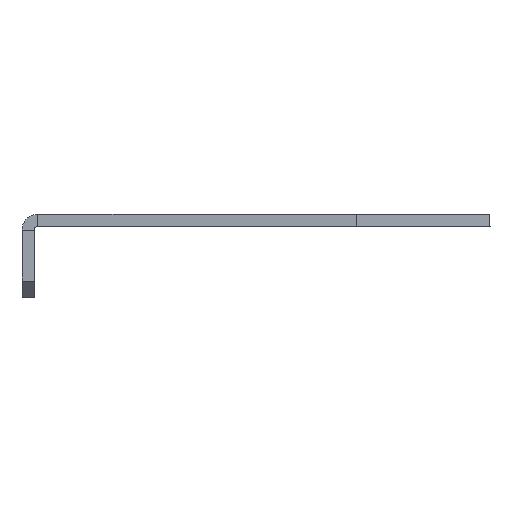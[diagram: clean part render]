
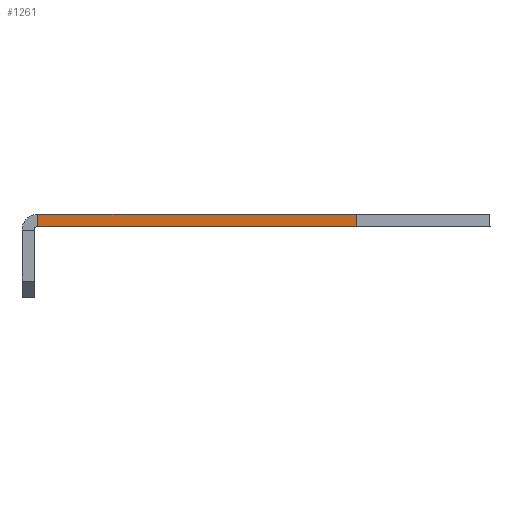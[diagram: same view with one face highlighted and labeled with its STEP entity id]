
A CAD part, left-side view. The second image highlights one B-rep face of the part: STEP entity #1261.
In plain terms, the highlighted planar face has unit normal (-1, 0, 0).
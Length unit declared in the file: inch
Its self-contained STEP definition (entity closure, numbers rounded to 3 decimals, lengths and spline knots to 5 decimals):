
#247 = CARTESIAN_POINT ( 'NONE',  ( 0., 1., 0. ) ) ;
#1261 = ADVANCED_FACE ( 'NONE', ( #1571 ), #8009, .T. ) ;
#1571 = FACE_OUTER_BOUND ( 'NONE', #8182, .T. ) ;
#2621 = VECTOR ( 'NONE', #6951, 39.37008 ) ;
#2647 = VECTOR ( 'NONE', #7003, 39.37008 ) ;
#2663 = VECTOR ( 'NONE', #7048, 39.37008 ) ;
#2680 = LINE ( 'NONE', #7061, #2663 ) ;
#2694 = LINE ( 'NONE', #6978, #2621 ) ;
#2701 = VECTOR ( 'NONE', #7233, 39.37008 ) ;
#2708 = LINE ( 'NONE', #7012, #2647 ) ;
#2741 = LINE ( 'NONE', #7245, #2701 ) ;
#3391 = ORIENTED_EDGE ( 'NONE', *, *, #6820, .T. ) ;
#4221 = ORIENTED_EDGE ( 'NONE', *, *, #6792, .F. ) ;
#5493 = CARTESIAN_POINT ( 'NONE',  ( 0., 3.381, -0.09 ) ) ;
#5701 = VERTEX_POINT ( 'NONE', #7855 ) ;
#5796 = VERTEX_POINT ( 'NONE', #6767 ) ;
#6445 = VERTEX_POINT ( 'NONE', #247 ) ;
#6732 = EDGE_CURVE ( 'NONE', #5796, #7583, #2741, .T. ) ;
#6767 = CARTESIAN_POINT ( 'NONE',  ( 0., 3.381, 0. ) ) ;
#6792 = EDGE_CURVE ( 'NONE', #5701, #7583, #2680, .T. ) ;
#6809 = EDGE_CURVE ( 'NONE', #5701, #6445, #2708, .T. ) ;
#6820 = EDGE_CURVE ( 'NONE', #6445, #5796, #2694, .T. ) ;
#6951 = DIRECTION ( 'NONE',  ( 0., 1., 0. ) ) ;
#6978 = CARTESIAN_POINT ( 'NONE',  ( 0., 0., 0. ) ) ;
#7003 = DIRECTION ( 'NONE',  ( 0., 0., 1. ) ) ;
#7012 = CARTESIAN_POINT ( 'NONE',  ( 0., 1., -0.119 ) ) ;
#7048 = DIRECTION ( 'NONE',  ( 0., 1., 0. ) ) ;
#7061 = CARTESIAN_POINT ( 'NONE',  ( 0., 0., -0.09 ) ) ;
#7233 = DIRECTION ( 'NONE',  ( 0., 0., -1. ) ) ;
#7245 = CARTESIAN_POINT ( 'NONE',  ( 0., 3.381, 0. ) ) ;
#7271 = ORIENTED_EDGE ( 'NONE', *, *, #6732, .T. ) ;
#7485 = AXIS2_PLACEMENT_3D ( 'NONE', #8130, #8003, #7991 ) ;
#7551 = ORIENTED_EDGE ( 'NONE', *, *, #6809, .T. ) ;
#7583 = VERTEX_POINT ( 'NONE', #5493 ) ;
#7855 = CARTESIAN_POINT ( 'NONE',  ( 0., 1., -0.09 ) ) ;
#7991 = DIRECTION ( 'NONE',  ( 0., 0., 1. ) ) ;
#8003 = DIRECTION ( 'NONE',  ( -1., 0., 0. ) ) ;
#8009 = PLANE ( 'NONE',  #7485 ) ;
#8130 = CARTESIAN_POINT ( 'NONE',  ( 0., 3.41, -0.119 ) ) ;
#8182 = EDGE_LOOP ( 'NONE', ( #4221, #7551, #3391, #7271 ) ) ;
